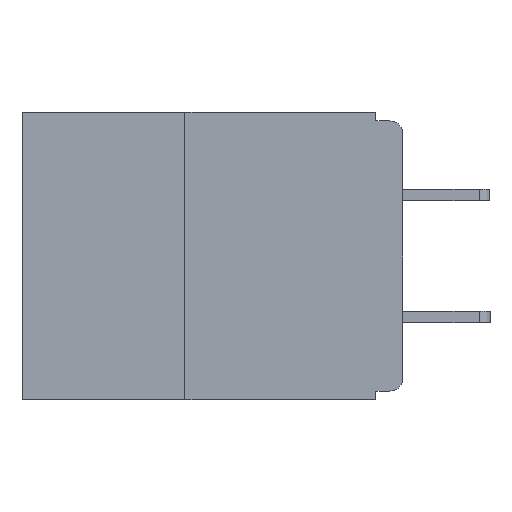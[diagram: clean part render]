
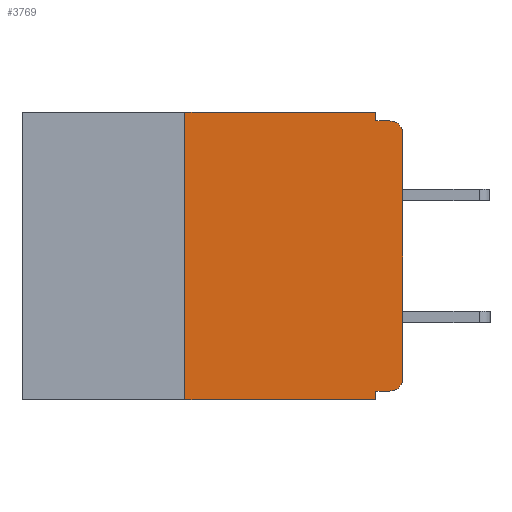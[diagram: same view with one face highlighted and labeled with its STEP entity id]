
A CAD part, left-side view. The second image highlights one B-rep face of the part: STEP entity #3769.
In plain terms, the highlighted planar face has unit normal (-1, 0, 0).
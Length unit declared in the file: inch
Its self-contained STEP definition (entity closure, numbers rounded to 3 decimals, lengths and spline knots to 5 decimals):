
#712 = LINE ( 'NONE', #5744, #18254 ) ;
#879 = VERTEX_POINT ( 'NONE', #14413 ) ;
#950 = ORIENTED_EDGE ( 'NONE', *, *, #8121, .T. ) ;
#1368 = FACE_OUTER_BOUND ( 'NONE', #3218, .T. ) ;
#2122 = DIRECTION ( 'NONE',  ( 0., 0., 1. ) ) ;
#2277 = ORIENTED_EDGE ( 'NONE', *, *, #3905, .T. ) ;
#2707 = ORIENTED_EDGE ( 'NONE', *, *, #13628, .F. ) ;
#2748 = VERTEX_POINT ( 'NONE', #18359 ) ;
#3059 = ORIENTED_EDGE ( 'NONE', *, *, #8221, .F. ) ;
#3218 = EDGE_LOOP ( 'NONE', ( #950, #2277, #2707, #3059, #3471, #3662, #3863, #4545, #4804, #8009 ) ) ;
#3471 = ORIENTED_EDGE ( 'NONE', *, *, #19346, .F. ) ;
#3530 = DIRECTION ( 'NONE',  ( 0., -1., 0. ) ) ;
#3662 = ORIENTED_EDGE ( 'NONE', *, *, #19854, .F. ) ;
#3685 = LINE ( 'NONE', #18010, #16757 ) ;
#3769 = ADVANCED_FACE ( 'NONE', ( #1368 ), #12552, .F. ) ;
#3863 = ORIENTED_EDGE ( 'NONE', *, *, #13277, .T. ) ;
#3905 = EDGE_CURVE ( 'NONE', #21389, #9211, #7784, .T. ) ;
#4194 = LINE ( 'NONE', #14367, #12733 ) ;
#4517 = DIRECTION ( 'NONE',  ( 0., -1., 0. ) ) ;
#4545 = ORIENTED_EDGE ( 'NONE', *, *, #21622, .F. ) ;
#4804 = ORIENTED_EDGE ( 'NONE', *, *, #8161, .F. ) ;
#5100 = DIRECTION ( 'NONE',  ( 0., 0., -1. ) ) ;
#5480 = DIRECTION ( 'NONE',  ( 0., 0., 1. ) ) ;
#5590 = CARTESIAN_POINT ( 'NONE',  ( 0., 0.015, -0.305 ) ) ;
#5704 = CARTESIAN_POINT ( 'NONE',  ( 0., 0.031, -0.33 ) ) ;
#5744 = CARTESIAN_POINT ( 'NONE',  ( 0., 0., -0.32 ) ) ;
#5758 = VERTEX_POINT ( 'NONE', #19219 ) ;
#6786 = CARTESIAN_POINT ( 'NONE',  ( 0., 0.015, -0.32 ) ) ;
#6811 = CARTESIAN_POINT ( 'NONE',  ( 0., 0.031, -0.33 ) ) ;
#7109 = DIRECTION ( 'NONE',  ( 0., -1., 0. ) ) ;
#7293 = DIRECTION ( 'NONE',  ( 0., 0., -1. ) ) ;
#7744 = VECTOR ( 'NONE', #5480, 39.37008 ) ;
#7784 = CIRCLE ( 'NONE', #16220, 0.015 ) ;
#7802 = VECTOR ( 'NONE', #5100, 39.37008 ) ;
#8009 = ORIENTED_EDGE ( 'NONE', *, *, #14695, .T. ) ;
#8121 = EDGE_CURVE ( 'NONE', #5758, #21389, #11942, .T. ) ;
#8161 = EDGE_CURVE ( 'NONE', #16744, #879, #712, .T. ) ;
#8221 = EDGE_CURVE ( 'NONE', #11658, #12237, #4194, .T. ) ;
#9033 = CIRCLE ( 'NONE', #10105, 0.015 ) ;
#9211 = VERTEX_POINT ( 'NONE', #18426 ) ;
#9238 = DIRECTION ( 'NONE',  ( 0., 0., -1. ) ) ;
#9329 = DIRECTION ( 'NONE',  ( -1., 0., 0. ) ) ;
#9375 = AXIS2_PLACEMENT_3D ( 'NONE', #12524, #12357, #12336 ) ;
#9379 = CARTESIAN_POINT ( 'NONE',  ( 0., 0.015, -0.025 ) ) ;
#10105 = AXIS2_PLACEMENT_3D ( 'NONE', #5590, #17479, #7293 ) ;
#10146 = LINE ( 'NONE', #15498, #19095 ) ;
#10971 = CARTESIAN_POINT ( 'NONE',  ( 0., 0.031, -0.01 ) ) ;
#11638 = VERTEX_POINT ( 'NONE', #16204 ) ;
#11658 = VERTEX_POINT ( 'NONE', #21211 ) ;
#11942 = LINE ( 'NONE', #12360, #15420 ) ;
#12237 = VERTEX_POINT ( 'NONE', #10971 ) ;
#12336 = DIRECTION ( 'NONE',  ( 0., 0., -1. ) ) ;
#12357 = DIRECTION ( 'NONE',  ( 1., 0., 0. ) ) ;
#12360 = CARTESIAN_POINT ( 'NONE',  ( 0., 0., 0. ) ) ;
#12524 = CARTESIAN_POINT ( 'NONE',  ( 0., 0.437, 0. ) ) ;
#12552 = PLANE ( 'NONE',  #9375 ) ;
#12733 = VECTOR ( 'NONE', #16083, 39.37008 ) ;
#13277 = EDGE_CURVE ( 'NONE', #2748, #19927, #10146, .T. ) ;
#13582 = VECTOR ( 'NONE', #7109, 39.37008 ) ;
#13628 = EDGE_CURVE ( 'NONE', #12237, #9211, #3685, .T. ) ;
#14134 = LINE ( 'NONE', #17300, #13582 ) ;
#14367 = CARTESIAN_POINT ( 'NONE',  ( 0., 0.031, 0. ) ) ;
#14413 = CARTESIAN_POINT ( 'NONE',  ( 0., 0.031, -0.32 ) ) ;
#14695 = EDGE_CURVE ( 'NONE', #16744, #5758, #9033, .T. ) ;
#15420 = VECTOR ( 'NONE', #2122, 39.37008 ) ;
#15498 = CARTESIAN_POINT ( 'NONE',  ( 0., 0.437, -0.33 ) ) ;
#16083 = DIRECTION ( 'NONE',  ( 0., 0., -1. ) ) ;
#16204 = CARTESIAN_POINT ( 'NONE',  ( 0., 0.25, 0. ) ) ;
#16220 = AXIS2_PLACEMENT_3D ( 'NONE', #9379, #9329, #9238 ) ;
#16282 = LINE ( 'NONE', #17353, #7744 ) ;
#16744 = VERTEX_POINT ( 'NONE', #6786 ) ;
#16757 = VECTOR ( 'NONE', #4517, 39.37008 ) ;
#17300 = CARTESIAN_POINT ( 'NONE',  ( 0., 0.437, 0. ) ) ;
#17353 = CARTESIAN_POINT ( 'NONE',  ( 0., 0.25, -0.33 ) ) ;
#17479 = DIRECTION ( 'NONE',  ( -1., 0., 0. ) ) ;
#18010 = CARTESIAN_POINT ( 'NONE',  ( 0., 0., -0.01 ) ) ;
#18254 = VECTOR ( 'NONE', #20875, 39.37008 ) ;
#18359 = CARTESIAN_POINT ( 'NONE',  ( 0., 0.25, -0.33 ) ) ;
#18426 = CARTESIAN_POINT ( 'NONE',  ( 0., 0.015, -0.01 ) ) ;
#19095 = VECTOR ( 'NONE', #3530, 39.37008 ) ;
#19219 = CARTESIAN_POINT ( 'NONE',  ( 0., 0., -0.305 ) ) ;
#19346 = EDGE_CURVE ( 'NONE', #11638, #11658, #14134, .T. ) ;
#19748 = CARTESIAN_POINT ( 'NONE',  ( 0., 0., -0.025 ) ) ;
#19854 = EDGE_CURVE ( 'NONE', #2748, #11638, #16282, .T. ) ;
#19927 = VERTEX_POINT ( 'NONE', #5704 ) ;
#20875 = DIRECTION ( 'NONE',  ( 0., 1., 0. ) ) ;
#21198 = LINE ( 'NONE', #6811, #7802 ) ;
#21211 = CARTESIAN_POINT ( 'NONE',  ( 0., 0.031, 0. ) ) ;
#21389 = VERTEX_POINT ( 'NONE', #19748 ) ;
#21622 = EDGE_CURVE ( 'NONE', #879, #19927, #21198, .T. ) ;
